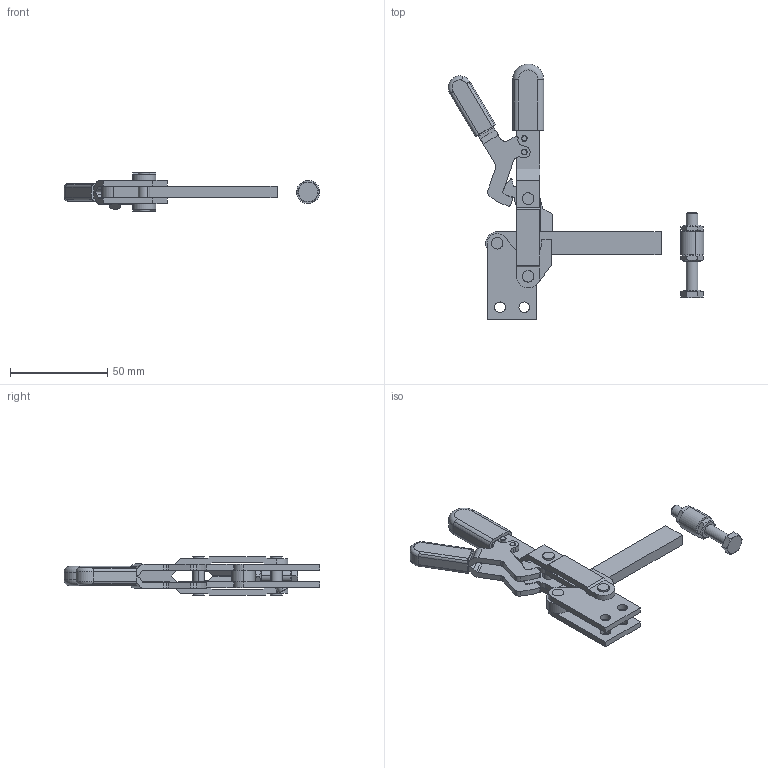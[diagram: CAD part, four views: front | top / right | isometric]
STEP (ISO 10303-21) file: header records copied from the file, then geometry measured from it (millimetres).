
FILE_DESCRIPTION((''),'2;1');
FILE_NAME('MG7-SL.stp','2009-11-24T15:28:47',('David'),(''),'Autodesk Inventor 8','Autodesk Inventor 8','');
FILE_SCHEMA(('AUTOMOTIVE_DESIGN { 1 0 10303 214 1 1 1 1 }'));
Length unit declared in the file: millimetre
Products named in the file (8): MG7-SL; MG7 SIDEPLATES; MG7-SL HANDLES MODEL; MG7-SL LINKS MODEL; MG7-SL LEVERS; MG7 BAR; MG7 BOSS; ISO 4017  (Regular Thread) M6 x 40
Assembly tree (7 placements, depth 2):
  MG7-SL
    MG7 SIDEPLATES
    MG7-SL HANDLES MODEL
    MG7-SL LINKS MODEL
    MG7-SL LEVERS
    MG7 BAR
    MG7 BOSS
    ISO 4017  (Regular Thread) M6 x 40
Bounding box: 131.75 x 131.86 x 20 mm (x, y, z)
Volume: 33780.8 mm3; surface area: 26416.9 mm2
Topology: 7 solids, 7 shells, 375 faces, 994 edges, 654 vertices
Faces by surface type: cylinder 131, plane 123, bspline 77, cone 38, torus 6
Entity records: 12422 total; most frequent: CARTESIAN_POINT 2819, DIRECTION 1990, ORIENTED_EDGE 1988, EDGE_CURVE 994, AXIS2_PLACEMENT_3D 727, VERTEX_POINT 654, VECTOR 536, LINE 536
